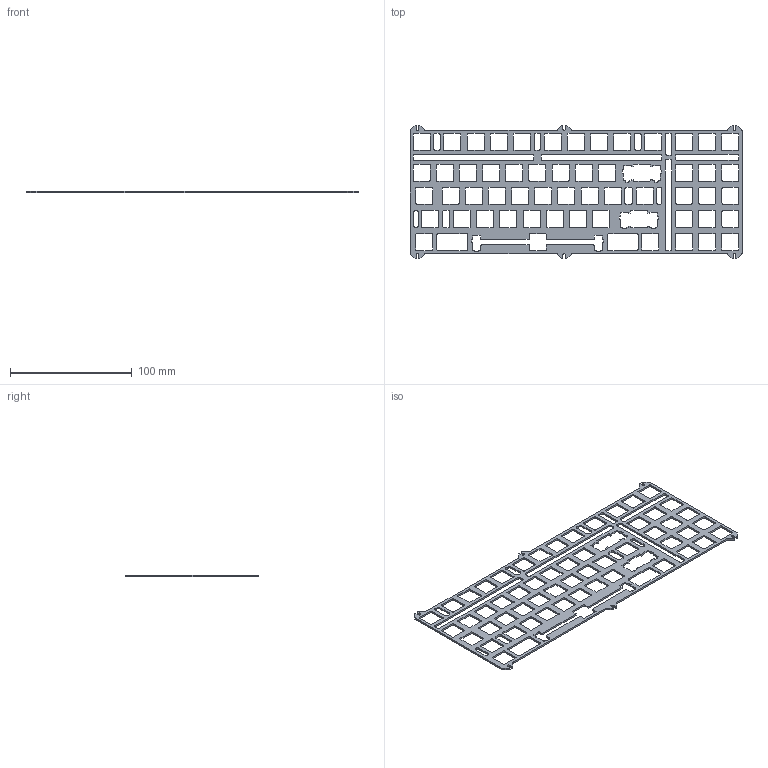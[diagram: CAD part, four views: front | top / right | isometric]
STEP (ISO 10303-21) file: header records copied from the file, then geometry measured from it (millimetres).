
FILE_DESCRIPTION(/* description */ (''),/* implementation_level */ '2;1');
FILE_NAME(/* name */ 'QKL_F13_PLATE v3.step',/* time_stamp */ '2022-02-18T09:09:18+01:00',/* author */ (''),/* organization */ (''),/* preprocessor_version */ 'ST-DEVELOPER v18.1',/* originating_system */ 'Autodesk Translation Framework v10.13.0.1454',/* authorisation */ '');
FILE_SCHEMA (('AUTOMOTIVE_DESIGN { 1 0 10303 214 3 1 1 }'));
Length unit declared in the file: millimetre
Products named in the file (1): QKL_F13_PLATE
Bounding box: 272.99 x 110.12 x 1.5 mm (x, y, z)
Volume: 19078.3 mm3; surface area: 33516.5 mm2
Topology: 1 solids, 1 shells, 790 faces, 2364 edges, 1576 vertices
Faces by surface type: plane 412, cylinder 378
Entity records: 27108 total; most frequent: CARTESIAN_POINT 4731, ORIENTED_EDGE 4728, DIRECTION 4702, EDGE_CURVE 2364, LINE 1608, VECTOR 1608, VERTEX_POINT 1576, AXIS2_PLACEMENT_3D 1547
